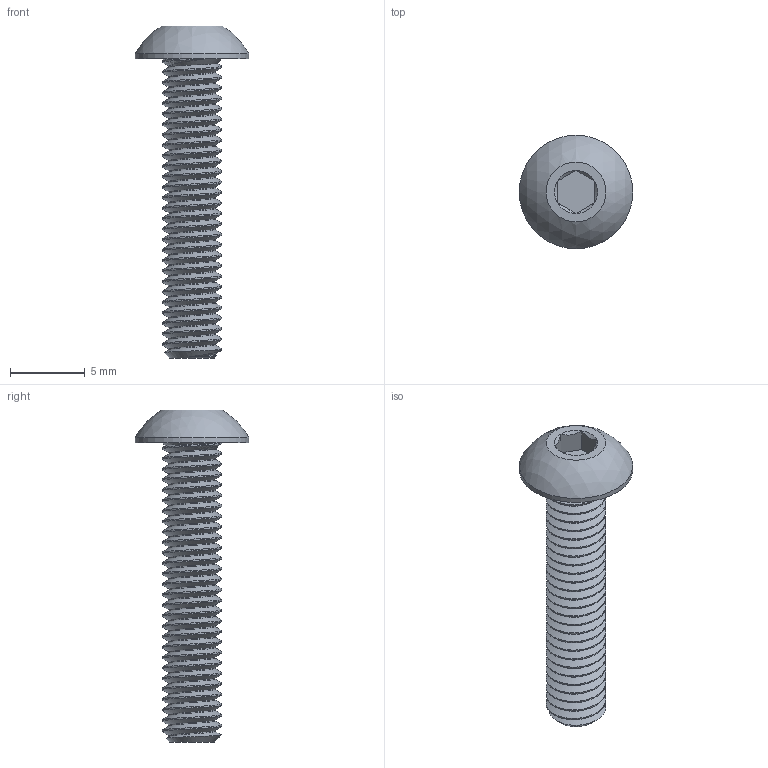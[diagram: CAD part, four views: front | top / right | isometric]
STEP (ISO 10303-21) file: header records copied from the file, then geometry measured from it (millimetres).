
FILE_DESCRIPTION(/* description */ ('STEP AP203'),/* implementation_level */ '2;1');
FILE_NAME(/* name */ 'M4 20mm.step',/* time_stamp */ '2025-11-18T11:13:06-05:00',/* author */ (''),/* organization */ (''),/* preprocessor_version */ 'ST-DEVELOPER v20.1',/* originating_system */ 'Autodesk Translation Framework v14.21.0.0',/* authorisation */ '');
FILE_SCHEMA (('AUTOMOTIVE_DESIGN { 1 0 10303 214 3 1 1 }'));
Length unit declared in the file: millimetre
Products named in the file (1): 92095A196_Button Head Hex Drive Screw
Bounding box: 7.6 x 7.6 x 22.2 mm (x, y, z)
Volume: 263 mm3; surface area: 510.6 mm2
Topology: 1 solids, 1 shells, 81 faces, 215 edges, 139 vertices
Faces by surface type: cylinder 59, plane 10, cone 9, bspline 2, sphere 1
Full cylindrical faces by diameter (mm): 3.091 x27, 4 x27, 7.6 x1
Entity records: 6498 total; most frequent: CARTESIAN_POINT 4764, ORIENTED_EDGE 430, DIRECTION 265, EDGE_CURVE 215, VERTEX_POINT 139, AXIS2_PLACEMENT_3D 97, EDGE_LOOP 84, FACE_OUTER_BOUND 81
